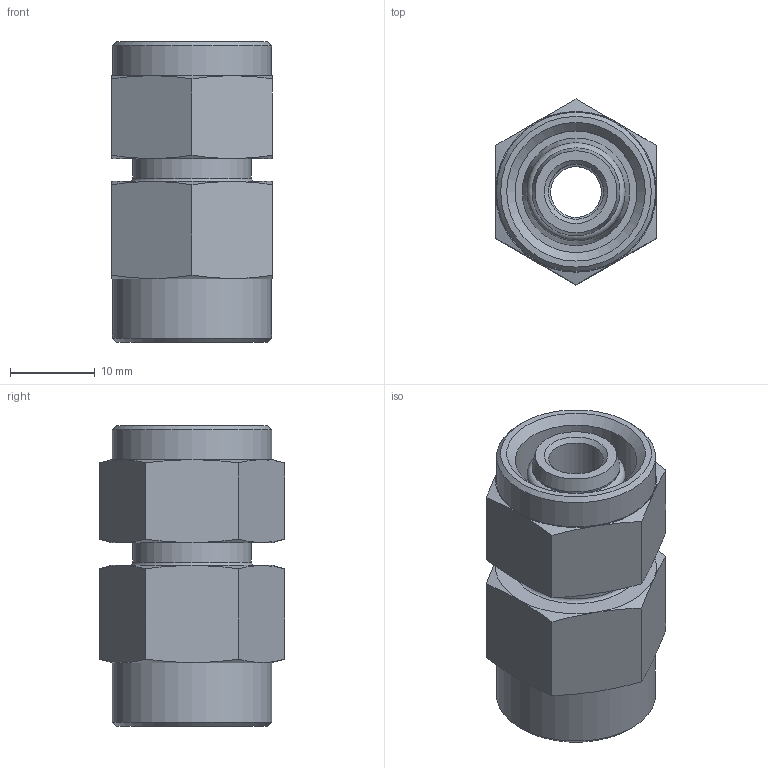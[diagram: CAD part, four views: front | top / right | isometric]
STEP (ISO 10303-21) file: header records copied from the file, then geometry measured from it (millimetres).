
FILE_DESCRIPTION((''),'2;1');
FILE_NAME('0368102816.stp','2013-04-22T09:25:40',('User'),(''),'Autodesk Inventor 2012','Autodesk Inventor 2012','');
FILE_SCHEMA(('AUTOMOTIVE_DESIGN { 1 0 10303 214 1 1 1 1 }'));
Length unit declared in the file: millimetre
Products named in the file (1): Součást17
Bounding box: 19 x 21.94 x 35.5 mm (x, y, z)
Volume: 7757.7 mm3; surface area: 4934.1 mm2
Topology: 2 solids, 2 shells, 75 faces, 151 edges, 89 vertices
Faces by surface type: cone 32, plane 25, cylinder 10, torus 8
Full cylindrical faces by diameter (mm): 2.2 x1, 6 x1, 6.5 x1, 11 x1, 11.445 x1, 14 x1, 14.376 x1, 18.8 x2
Entity records: 1752 total; most frequent: CARTESIAN_POINT 396, DIRECTION 284, ORIENTED_EDGE 230, AXIS2_PLACEMENT_3D 136, EDGE_LOOP 120, EDGE_CURVE 115, VERTEX_POINT 84, FACE_OUTER_BOUND 75
